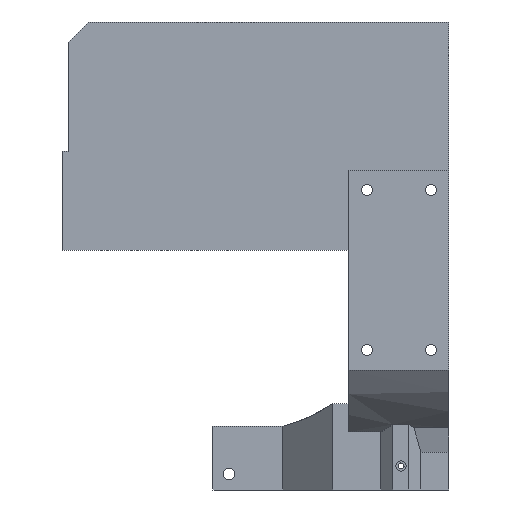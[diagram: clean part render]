
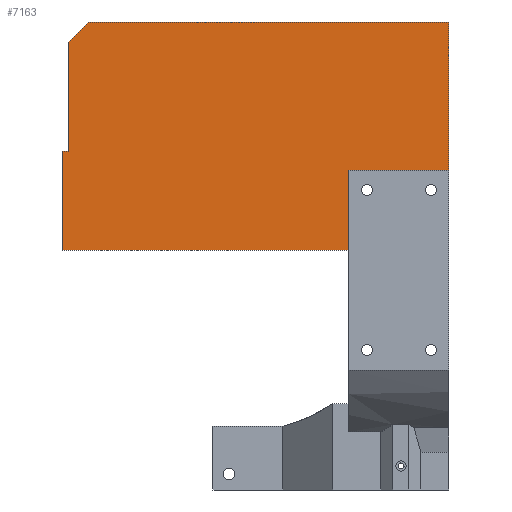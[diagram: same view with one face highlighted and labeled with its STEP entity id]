
A CAD part, left-side view. The second image highlights one B-rep face of the part: STEP entity #7163.
In plain terms, the highlighted planar face has unit normal (-1, 0, 0).
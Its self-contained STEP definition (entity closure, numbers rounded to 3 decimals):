
#3130 = VERTEX_POINT('',#3131);
#3131 = CARTESIAN_POINT('',(-40.,96.5,4.908));
#3138 = EDGE_CURVE('',#3130,#3139,#3141,.T.);
#3139 = VERTEX_POINT('',#3140);
#3140 = CARTESIAN_POINT('',(-40.,25.,4.908));
#3141 = LINE('',#3142,#3143);
#3142 = CARTESIAN_POINT('',(-40.,95.,4.908));
#3143 = VECTOR('',#3144,1.);
#3144 = DIRECTION('',(-0.,-1.,-0.));
#3958 = VERTEX_POINT('',#3959);
#3959 = CARTESIAN_POINT('',(-40.,0.,62.));
#3965 = EDGE_CURVE('',#3958,#3966,#3968,.T.);
#3966 = VERTEX_POINT('',#3967);
#3967 = CARTESIAN_POINT('',(-40.,0.,25.));
#3968 = LINE('',#3969,#3970);
#3969 = CARTESIAN_POINT('',(-40.,0.,62.));
#3970 = VECTOR('',#3971,1.);
#3971 = DIRECTION('',(0.,0.,-1.));
#4882 = VERTEX_POINT('',#4883);
#4883 = CARTESIAN_POINT('',(-40.,95.,29.7));
#4889 = EDGE_CURVE('',#4882,#4890,#4892,.T.);
#4890 = VERTEX_POINT('',#4891);
#4891 = CARTESIAN_POINT('',(-40.,95.,57.));
#4892 = LINE('',#4893,#4894);
#4893 = CARTESIAN_POINT('',(-40.,95.,62.));
#4894 = VECTOR('',#4895,1.);
#4895 = DIRECTION('',(-0.,-0.,1.));
#4977 = VERTEX_POINT('',#4978);
#4978 = CARTESIAN_POINT('',(-40.,25.,25.));
#4984 = EDGE_CURVE('',#3139,#4977,#4985,.T.);
#4985 = LINE('',#4986,#4987);
#4986 = CARTESIAN_POINT('',(-40.,25.,62.));
#4987 = VECTOR('',#4988,1.);
#4988 = DIRECTION('',(-0.,-0.,1.));
#6771 = VERTEX_POINT('',#6772);
#6772 = CARTESIAN_POINT('',(-40.,90.,62.));
#6778 = EDGE_CURVE('',#6771,#3958,#6779,.T.);
#6779 = LINE('',#6780,#6781);
#6780 = CARTESIAN_POINT('',(-40.,8.,62.));
#6781 = VECTOR('',#6782,1.);
#6782 = DIRECTION('',(0.,-1.,0.));
#7163 = ADVANCED_FACE('',(#7164),#7197,.T.);
#7164 = FACE_BOUND('',#7165,.T.);
#7165 = EDGE_LOOP('',(#7166,#7172,#7173,#7174,#7180,#7181,#7189,#7195,
    #7196));
#7166 = ORIENTED_EDGE('',*,*,#7167,.F.);
#7167 = EDGE_CURVE('',#3966,#4977,#7168,.T.);
#7168 = LINE('',#7169,#7170);
#7169 = CARTESIAN_POINT('',(-40.,8.,25.));
#7170 = VECTOR('',#7171,1.);
#7171 = DIRECTION('',(0.,1.,0.));
#7172 = ORIENTED_EDGE('',*,*,#3965,.F.);
#7173 = ORIENTED_EDGE('',*,*,#6778,.F.);
#7174 = ORIENTED_EDGE('',*,*,#7175,.T.);
#7175 = EDGE_CURVE('',#6771,#4890,#7176,.T.);
#7176 = LINE('',#7177,#7178);
#7177 = CARTESIAN_POINT('',(-40.,49.,103.));
#7178 = VECTOR('',#7179,1.);
#7179 = DIRECTION('',(0.,0.707,-0.707)
  );
#7180 = ORIENTED_EDGE('',*,*,#4889,.F.);
#7181 = ORIENTED_EDGE('',*,*,#7182,.F.);
#7182 = EDGE_CURVE('',#7183,#4882,#7185,.T.);
#7183 = VERTEX_POINT('',#7184);
#7184 = CARTESIAN_POINT('',(-40.,96.5,29.7));
#7185 = LINE('',#7186,#7187);
#7186 = CARTESIAN_POINT('',(-40.,96.5,29.7));
#7187 = VECTOR('',#7188,1.);
#7188 = DIRECTION('',(-0.,-1.,-0.));
#7189 = ORIENTED_EDGE('',*,*,#7190,.F.);
#7190 = EDGE_CURVE('',#3130,#7183,#7191,.T.);
#7191 = LINE('',#7192,#7193);
#7192 = CARTESIAN_POINT('',(-40.,96.5,4.908));
#7193 = VECTOR('',#7194,1.);
#7194 = DIRECTION('',(0.,0.,1.));
#7195 = ORIENTED_EDGE('',*,*,#3138,.T.);
#7196 = ORIENTED_EDGE('',*,*,#4984,.T.);
#7197 = PLANE('',#7198);
#7198 = AXIS2_PLACEMENT_3D('',#7199,#7200,#7201);
#7199 = CARTESIAN_POINT('',(-40.,8.,62.));
#7200 = DIRECTION('',(-1.,0.,0.));
#7201 = DIRECTION('',(0.,0.,1.));
